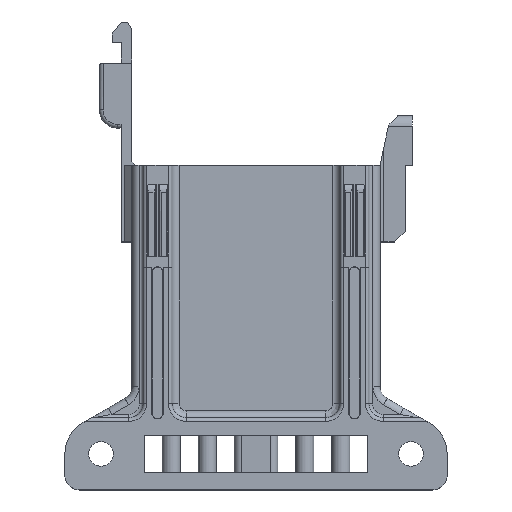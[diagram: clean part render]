
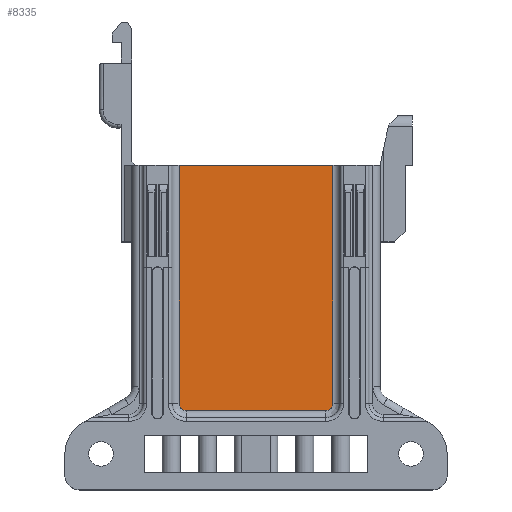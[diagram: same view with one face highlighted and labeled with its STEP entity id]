
A CAD part, top view. The second image highlights one B-rep face of the part: STEP entity #8335.
In plain terms, the highlighted planar face has unit normal (0, 0, 1).
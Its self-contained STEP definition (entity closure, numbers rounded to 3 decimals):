
#1577=DIRECTION('',(1.,0.,0.));
#1578=VECTOR('',#1577,21.3);
#1579=CARTESIAN_POINT('',(-10.65,12.6,9.35));
#1580=LINE('',#1579,#1578);
#2911=CARTESIAN_POINT('',(9.65,-20.4,9.35));
#2912=DIRECTION('',(0.,0.,-1.));
#2913=DIRECTION('',(1.,0.,0.));
#2914=AXIS2_PLACEMENT_3D('',#2911,#2912,#2913);
#2916=DIRECTION('',(-1.,0.,0.));
#2917=VECTOR('',#2916,19.3);
#2918=CARTESIAN_POINT('',(9.65,-21.4,9.35));
#2919=LINE('',#2918,#2917);
#2920=CARTESIAN_POINT('',(-9.65,-20.4,9.35));
#2921=DIRECTION('',(0.,0.,-1.));
#2922=DIRECTION('',(0.,-1.,0.));
#2923=AXIS2_PLACEMENT_3D('',#2920,#2921,#2922);
#2961=DIRECTION('',(0.,-1.,0.));
#2962=VECTOR('',#2961,33.);
#2963=CARTESIAN_POINT('',(-10.65,12.6,9.35));
#2964=LINE('',#2963,#2962);
#2998=DIRECTION('',(0.,1.,0.));
#2999=VECTOR('',#2998,33.);
#3000=CARTESIAN_POINT('',(10.65,-20.4,9.35));
#3001=LINE('',#3000,#2999);
#3714=CARTESIAN_POINT('',(10.65,12.6,9.35));
#3716=VERTEX_POINT('',#3714);
#3827=CARTESIAN_POINT('',(-10.65,12.6,9.35));
#3829=VERTEX_POINT('',#3827);
#4074=CARTESIAN_POINT('',(-9.65,-21.4,9.35));
#4075=CARTESIAN_POINT('',(-10.65,-20.4,9.35));
#4076=VERTEX_POINT('',#4074);
#4077=VERTEX_POINT('',#4075);
#4082=CARTESIAN_POINT('',(9.65,-21.4,9.35));
#4083=VERTEX_POINT('',#4082);
#4086=CARTESIAN_POINT('',(10.65,-20.4,9.35));
#4087=VERTEX_POINT('',#4086);
#8317=CARTESIAN_POINT('',(-17.2,0.,9.35));
#8318=DIRECTION('',(0.,0.,1.));
#8319=DIRECTION('',(1.,0.,0.));
#8320=AXIS2_PLACEMENT_3D('',#8317,#8318,#8319);
#8321=PLANE('',#8320);
#8323=ORIENTED_EDGE('',*,*,#8322,.F.);
#8324=ORIENTED_EDGE('',*,*,#6349,.T.);
#8326=ORIENTED_EDGE('',*,*,#8325,.F.);
#8328=ORIENTED_EDGE('',*,*,#8327,.T.);
#8330=ORIENTED_EDGE('',*,*,#8329,.T.);
#8332=ORIENTED_EDGE('',*,*,#8331,.T.);
#8333=EDGE_LOOP('',(#8323,#8324,#8326,#8328,#8330,#8332));
#8334=FACE_OUTER_BOUND('',#8333,.F.);
#8335=ADVANCED_FACE('',(#8334),#8321,.T.);
#2915=CIRCLE('',#2914,1.);
#2924=CIRCLE('',#2923,1.);
#6349=EDGE_CURVE('',#3829,#3716,#1580,.T.);
#8322=EDGE_CURVE('',#3829,#4077,#2964,.T.);
#8325=EDGE_CURVE('',#4087,#3716,#3001,.T.);
#8327=EDGE_CURVE('',#4087,#4083,#2915,.T.);
#8329=EDGE_CURVE('',#4083,#4076,#2919,.T.);
#8331=EDGE_CURVE('',#4076,#4077,#2924,.T.);
